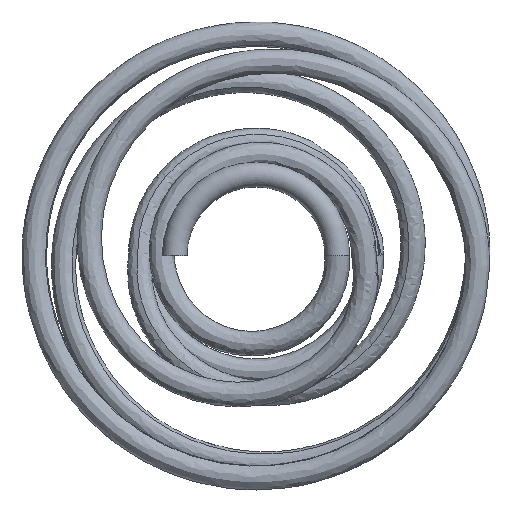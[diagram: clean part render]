
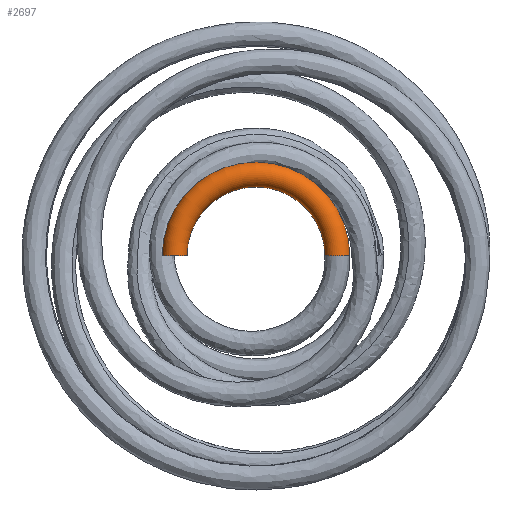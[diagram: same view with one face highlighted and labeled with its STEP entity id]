
A CAD part, front view. The second image highlights one B-rep face of the part: STEP entity #2697.
In plain terms, the highlighted toroidal (fillet/blend) face has major radius 2.625 mm and minor radius 0.4 mm.
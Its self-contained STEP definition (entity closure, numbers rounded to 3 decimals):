
#100 = AXIS2_PLACEMENT_3D ( 'NONE', #263, #508, #2246 ) ;
#105 = VERTEX_POINT ( 'NONE', #1710 ) ;
#169 = EDGE_CURVE ( 'NONE', #2880, #2447, #2340, .T. ) ;
#259 = DIRECTION ( 'NONE',  ( 0., -1., 0. ) ) ;
#263 = CARTESIAN_POINT ( 'NONE',  ( 2.625, 0., 0. ) ) ;
#389 = EDGE_CURVE ( 'NONE', #1507, #725, #2747, .T. ) ;
#466 = CARTESIAN_POINT ( 'NONE',  ( 3.025, 0., 0. ) ) ;
#508 = DIRECTION ( 'NONE',  ( 0., 0., -1. ) ) ;
#521 = ORIENTED_EDGE ( 'NONE', *, *, #3017, .T. ) ;
#602 = AXIS2_PLACEMENT_3D ( 'NONE', #1605, #1344, #1800 ) ;
#618 = AXIS2_PLACEMENT_3D ( 'NONE', #3161, #739, #953 ) ;
#725 = VERTEX_POINT ( 'NONE', #1090 ) ;
#739 = DIRECTION ( 'NONE',  ( 0., -1., 0. ) ) ;
#755 = EDGE_CURVE ( 'NONE', #105, #725, #1719, .T. ) ;
#756 = DIRECTION ( 'NONE',  ( 0., 0., 1. ) ) ;
#784 = CIRCLE ( 'NONE', #1523, 3.025 ) ;
#884 = ORIENTED_EDGE ( 'NONE', *, *, #3129, .T. ) ;
#953 = DIRECTION ( 'NONE',  ( 0., 0., -1. ) ) ;
#964 = CARTESIAN_POINT ( 'NONE',  ( 2.225, -0.545, 0. ) ) ;
#974 = CARTESIAN_POINT ( 'NONE',  ( 2.225, 0., 0. ) ) ;
#1017 = DIRECTION ( 'NONE',  ( 1., 0., 0. ) ) ;
#1090 = CARTESIAN_POINT ( 'NONE',  ( -2.225, 0., 0. ) ) ;
#1207 = CARTESIAN_POINT ( 'NONE',  ( 2.803, -0.758, 0. ) ) ;
#1330 = ORIENTED_EDGE ( 'NONE', *, *, #755, .F. ) ;
#1344 = DIRECTION ( 'NONE',  ( 0., -1., 0. ) ) ;
#1471 = DIRECTION ( 'NONE',  ( 0., 0., -1. ) ) ;
#1479 = CARTESIAN_POINT ( 'NONE',  ( 0., 0., 0. ) ) ;
#1507 = VERTEX_POINT ( 'NONE', #1726 ) ;
#1523 = AXIS2_PLACEMENT_3D ( 'NONE', #1479, #259, #1471 ) ;
#1560 = EDGE_LOOP ( 'NONE', ( #1648, #884, #2710, #1330, #521 ) ) ;
#1605 = CARTESIAN_POINT ( 'NONE',  ( 0., 0., 0. ) ) ;
#1648 = ORIENTED_EDGE ( 'NONE', *, *, #169, .F. ) ;
#1666 = CARTESIAN_POINT ( 'NONE',  ( 3.006, -0.122, 0. ) ) ;
#1710 = CARTESIAN_POINT ( 'NONE',  ( 2.225, 0., 0. ) ) ;
#1719 = CIRCLE ( 'NONE', #602, 2.225 ) ;
#1726 = CARTESIAN_POINT ( 'NONE',  ( -3.025, 0., 0. ) ) ;
#1800 = DIRECTION ( 'NONE',  ( 0., 0., -1. ) ) ;
#1972 = CARTESIAN_POINT ( 'NONE',  ( -2.625, 0., 0. ) ) ;
#2063 = FACE_OUTER_BOUND ( 'NONE', #1560, .T. ) ;
#2246 = DIRECTION ( 'NONE',  ( -1., 0., 0. ) ) ;
#2336 =( BOUNDED_CURVE ( )  B_SPLINE_CURVE ( 3, ( #974, #964, #1207, #3171 ),
 .UNSPECIFIED., .F., .T. ) 
 B_SPLINE_CURVE_WITH_KNOTS ( ( 4, 4 ),
 ( 0., 0.001 ),
 .UNSPECIFIED. ) 
 CURVE ( )  GEOMETRIC_REPRESENTATION_ITEM ( )  RATIONAL_B_SPLINE_CURVE ( ( 1., 0.423, 0.345, 0.767 ) ) 
 REPRESENTATION_ITEM ( '' )  );
#2340 = CIRCLE ( 'NONE', #100, 0.4 ) ;
#2447 = VERTEX_POINT ( 'NONE', #1666 ) ;
#2697 = ADVANCED_FACE ( 'NONE', ( #2063 ), #2908, .T. ) ;
#2710 = ORIENTED_EDGE ( 'NONE', *, *, #389, .T. ) ;
#2747 = CIRCLE ( 'NONE', #2799, 0.4 ) ;
#2799 = AXIS2_PLACEMENT_3D ( 'NONE', #1972, #756, #1017 ) ;
#2880 = VERTEX_POINT ( 'NONE', #466 ) ;
#2908 = TOROIDAL_SURFACE ( 'NONE', #618, 2.625, 0.4 ) ;
#3017 = EDGE_CURVE ( 'NONE', #105, #2447, #2336, .T. ) ;
#3129 = EDGE_CURVE ( 'NONE', #2880, #1507, #784, .T. ) ;
#3161 = CARTESIAN_POINT ( 'NONE',  ( 0., 0., 0. ) ) ;
#3171 = CARTESIAN_POINT ( 'NONE',  ( 3.006, -0.122, 0. ) ) ;
